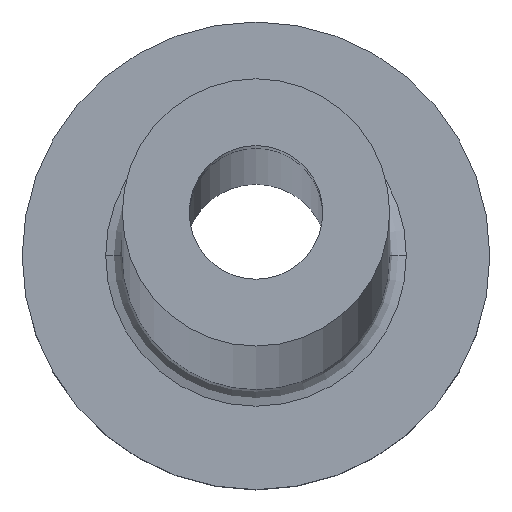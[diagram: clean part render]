
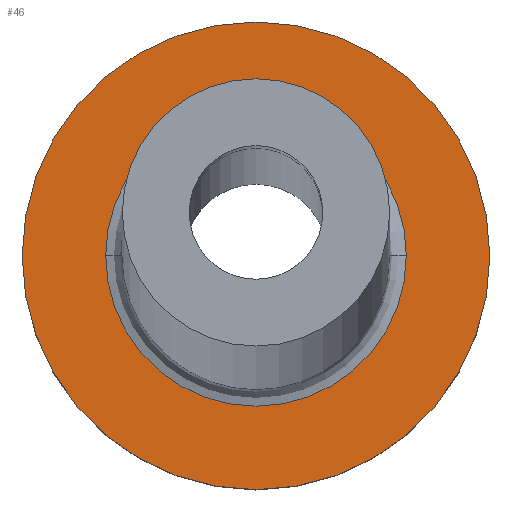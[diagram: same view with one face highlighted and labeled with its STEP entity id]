
A CAD part, top view. The second image highlights one B-rep face of the part: STEP entity #46.
In plain terms, the highlighted planar face has unit normal (0, 0, 1).
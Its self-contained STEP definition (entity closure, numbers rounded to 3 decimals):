
#2 = VERTEX_POINT ( 'NONE', #361 ) ;
#18 = CIRCLE ( 'NONE', #133, 4.5 ) ;
#22 = AXIS2_PLACEMENT_3D ( 'NONE', #373, #23, #276 ) ;
#23 = DIRECTION ( 'NONE',  ( 0., 0., 1. ) ) ;
#29 = CARTESIAN_POINT ( 'NONE',  ( 0., 0., 5. ) ) ;
#36 = DIRECTION ( 'NONE',  ( 0., 0., -1. ) ) ;
#46 = ADVANCED_FACE ( 'NONE', ( #433, #451 ), #201, .T. ) ;
#57 = EDGE_CURVE ( 'NONE', #223, #2, #162, .T. ) ;
#74 = CARTESIAN_POINT ( 'NONE',  ( -7., 0., 5. ) ) ;
#91 = DIRECTION ( 'NONE',  ( 1., 0., 0. ) ) ;
#109 = ORIENTED_EDGE ( 'NONE', *, *, #225, .T. ) ;
#125 = CIRCLE ( 'NONE', #281, 7. ) ;
#133 = AXIS2_PLACEMENT_3D ( 'NONE', #268, #193, #432 ) ;
#142 = EDGE_LOOP ( 'NONE', ( #327, #109 ) ) ;
#161 = DIRECTION ( 'NONE',  ( 0., 0., 1. ) ) ;
#162 = CIRCLE ( 'NONE', #22, 7. ) ;
#168 = DIRECTION ( 'NONE',  ( 1., 0., 0. ) ) ;
#192 = EDGE_CURVE ( 'NONE', #2, #223, #125, .T. ) ;
#193 = DIRECTION ( 'NONE',  ( 0., 0., -1. ) ) ;
#201 = PLANE ( 'NONE',  #376 ) ;
#213 = CARTESIAN_POINT ( 'NONE',  ( 0., 0., 5. ) ) ;
#223 = VERTEX_POINT ( 'NONE', #74 ) ;
#225 = EDGE_CURVE ( 'NONE', #299, #439, #420, .T. ) ;
#237 = CARTESIAN_POINT ( 'NONE',  ( 0., 0., 5. ) ) ;
#268 = CARTESIAN_POINT ( 'NONE',  ( 0., 0., 5. ) ) ;
#276 = DIRECTION ( 'NONE',  ( 1., 0., 0. ) ) ;
#281 = AXIS2_PLACEMENT_3D ( 'NONE', #29, #381, #168 ) ;
#284 = EDGE_LOOP ( 'NONE', ( #318, #436 ) ) ;
#299 = VERTEX_POINT ( 'NONE', #459 ) ;
#318 = ORIENTED_EDGE ( 'NONE', *, *, #57, .T. ) ;
#327 = ORIENTED_EDGE ( 'NONE', *, *, #409, .T. ) ;
#361 = CARTESIAN_POINT ( 'NONE',  ( 7., 0., 5. ) ) ;
#366 = CARTESIAN_POINT ( 'NONE',  ( 4.5, 0., 5. ) ) ;
#373 = CARTESIAN_POINT ( 'NONE',  ( 0., 0., 5. ) ) ;
#376 = AXIS2_PLACEMENT_3D ( 'NONE', #237, #161, #91 ) ;
#381 = DIRECTION ( 'NONE',  ( 0., 0., 1. ) ) ;
#409 = EDGE_CURVE ( 'NONE', #439, #299, #18, .T. ) ;
#412 = AXIS2_PLACEMENT_3D ( 'NONE', #213, #36, #424 ) ;
#420 = CIRCLE ( 'NONE', #412, 4.5 ) ;
#424 = DIRECTION ( 'NONE',  ( 1., 0., 0. ) ) ;
#432 = DIRECTION ( 'NONE',  ( 1., 0., 0. ) ) ;
#433 = FACE_BOUND ( 'NONE', #142, .T. ) ;
#436 = ORIENTED_EDGE ( 'NONE', *, *, #192, .T. ) ;
#439 = VERTEX_POINT ( 'NONE', #366 ) ;
#451 = FACE_OUTER_BOUND ( 'NONE', #284, .T. ) ;
#459 = CARTESIAN_POINT ( 'NONE',  ( -4.5, 0., 5. ) ) ;
